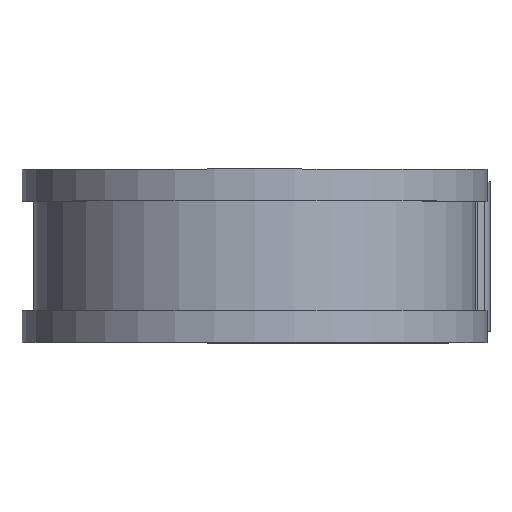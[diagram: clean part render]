
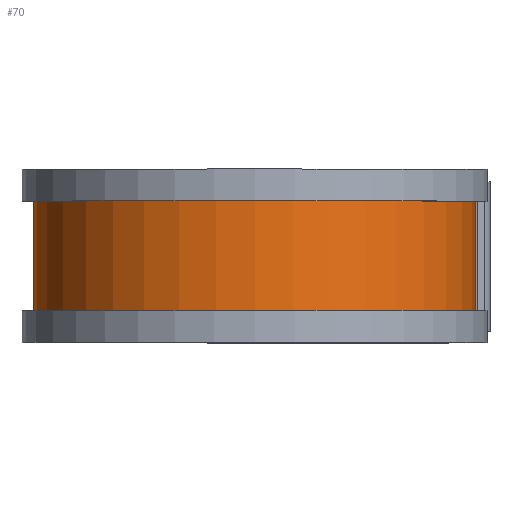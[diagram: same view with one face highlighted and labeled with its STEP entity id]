
A CAD part, top view. The second image highlights one B-rep face of the part: STEP entity #70.
In plain terms, the highlighted cylindrical face has radius 28.143 mm (diameter 56.286 mm), a partial arc.
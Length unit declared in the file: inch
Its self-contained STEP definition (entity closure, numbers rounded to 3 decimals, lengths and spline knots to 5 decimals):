
#38 = AXIS2_PLACEMENT_3D ( 'NONE', #1674, #873, #49 ) ;
#49 = DIRECTION ( 'NONE',  ( 0., 0., -1. ) ) ;
#70 = ADVANCED_FACE ( 'NONE', ( #971 ), #569, .T. ) ;
#100 = DIRECTION ( 'NONE',  ( 0., -1., 0. ) ) ;
#116 = CARTESIAN_POINT ( 'NONE',  ( 1.108, 0.375, 0. ) ) ;
#153 = CIRCLE ( 'NONE', #38, 1.108 ) ;
#212 = CARTESIAN_POINT ( 'NONE',  ( 0., -0.275, -1.108 ) ) ;
#271 = ORIENTED_EDGE ( 'NONE', *, *, #727, .F. ) ;
#276 = CIRCLE ( 'NONE', #567, 1.108 ) ;
#290 = EDGE_CURVE ( 'NONE', #1655, #1729, #456, .T. ) ;
#307 = AXIS2_PLACEMENT_3D ( 'NONE', #1624, #1661, #1601 ) ;
#336 = LINE ( 'NONE', #640, #1008 ) ;
#346 = VERTEX_POINT ( 'NONE', #1231 ) ;
#456 = LINE ( 'NONE', #116, #870 ) ;
#532 = EDGE_CURVE ( 'NONE', #346, #1753, #336, .T. ) ;
#567 = AXIS2_PLACEMENT_3D ( 'NONE', #761, #831, #820 ) ;
#569 = CYLINDRICAL_SURFACE ( 'NONE', #307, 1.108 ) ;
#640 = CARTESIAN_POINT ( 'NONE',  ( 0., 0.375, -1.108 ) ) ;
#653 = ORIENTED_EDGE ( 'NONE', *, *, #290, .F. ) ;
#727 = EDGE_CURVE ( 'NONE', #1729, #1753, #276, .T. ) ;
#761 = CARTESIAN_POINT ( 'NONE',  ( 0., -0.275, 0. ) ) ;
#820 = DIRECTION ( 'NONE',  ( 0., 0., -1. ) ) ;
#831 = DIRECTION ( 'NONE',  ( 0., -1., 0. ) ) ;
#870 = VECTOR ( 'NONE', #100, 39.37008 ) ;
#871 = CARTESIAN_POINT ( 'NONE',  ( 1.108, 0.275, 0. ) ) ;
#873 = DIRECTION ( 'NONE',  ( 0., -1., 0. ) ) ;
#971 = FACE_OUTER_BOUND ( 'NONE', #1544, .T. ) ;
#1008 = VECTOR ( 'NONE', #1069, 39.37008 ) ;
#1069 = DIRECTION ( 'NONE',  ( 0., -1., 0. ) ) ;
#1134 = EDGE_CURVE ( 'NONE', #1655, #346, #153, .T. ) ;
#1215 = ORIENTED_EDGE ( 'NONE', *, *, #532, .T. ) ;
#1231 = CARTESIAN_POINT ( 'NONE',  ( 0., 0.275, -1.108 ) ) ;
#1280 = CARTESIAN_POINT ( 'NONE',  ( 1.108, -0.275, 0. ) ) ;
#1544 = EDGE_LOOP ( 'NONE', ( #653, #1595, #1215, #271 ) ) ;
#1595 = ORIENTED_EDGE ( 'NONE', *, *, #1134, .T. ) ;
#1601 = DIRECTION ( 'NONE',  ( 0., 0., -1. ) ) ;
#1624 = CARTESIAN_POINT ( 'NONE',  ( 0., 0.375, 0. ) ) ;
#1655 = VERTEX_POINT ( 'NONE', #871 ) ;
#1661 = DIRECTION ( 'NONE',  ( 0., -1., 0. ) ) ;
#1674 = CARTESIAN_POINT ( 'NONE',  ( 0., 0.275, 0. ) ) ;
#1729 = VERTEX_POINT ( 'NONE', #1280 ) ;
#1753 = VERTEX_POINT ( 'NONE', #212 ) ;
